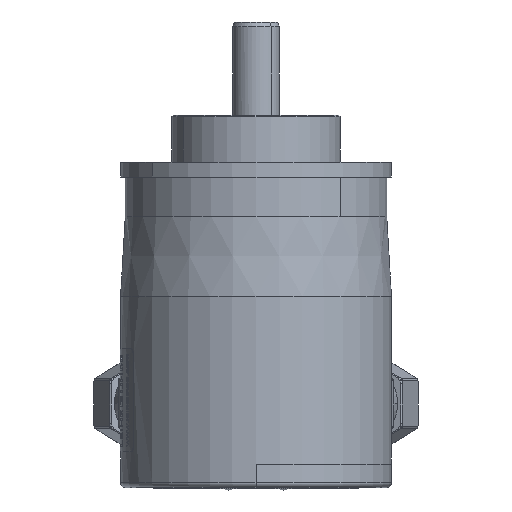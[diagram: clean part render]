
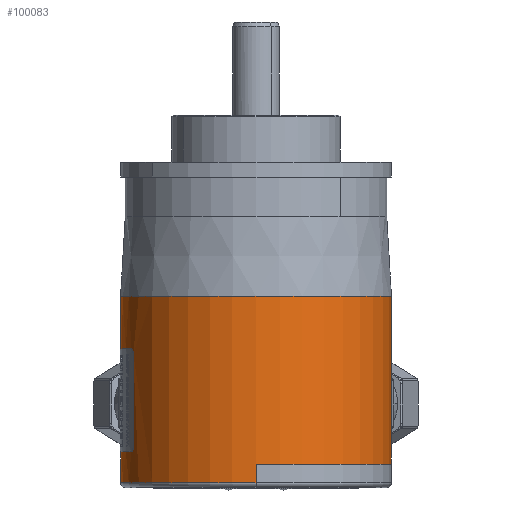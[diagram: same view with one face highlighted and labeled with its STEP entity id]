
A CAD part, front view. The second image highlights one B-rep face of the part: STEP entity #100083.
In plain terms, the highlighted cylindrical face has radius 29 mm (diameter 58 mm), a partial arc.
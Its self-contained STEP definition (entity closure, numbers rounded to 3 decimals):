
#6161=CARTESIAN_POINT('',(0.,0.,-53.2));
#6162=DIRECTION('',(0.,0.,1.));
#6163=DIRECTION('',(0.,1.,0.));
#6164=AXIS2_PLACEMENT_3D('',#6161,#6162,#6163);
#6186=DIRECTION('',(0.,0.,-1.));
#6187=VECTOR('',#6186,2.);
#6188=CARTESIAN_POINT('',(-29.,0.,-47.2));
#6189=LINE('',#6188,#6187);
#6190=CARTESIAN_POINT('',(0.,0.,-49.2));
#6191=DIRECTION('',(0.,0.,-1.));
#6192=DIRECTION('',(-1.,0.,0.));
#6193=AXIS2_PLACEMENT_3D('',#6190,#6191,#6192);
#6195=DIRECTION('',(0.,0.,-1.));
#6196=VECTOR('',#6195,4.);
#6197=CARTESIAN_POINT('',(0.,29.,-49.2));
#6198=LINE('',#6197,#6196);
#6199=CARTESIAN_POINT('',(-26.69,-11.342,-46.5));
#6200=CARTESIAN_POINT('',(-26.66,-11.412,-46.5));
#6201=CARTESIAN_POINT('',(-26.602,-11.548,
-46.483));
#6202=CARTESIAN_POINT('',(-26.516,-11.745,
-46.408));
#6203=CARTESIAN_POINT('',(-26.438,-11.919,
-46.288));
#6204=CARTESIAN_POINT('',(-26.371,-12.064,
-46.128));
#6205=CARTESIAN_POINT('',(-26.321,-12.174,
-45.936));
#6206=CARTESIAN_POINT('',(-26.29,-12.241,
-45.723));
#6207=CARTESIAN_POINT('',(-26.283,-12.256,
-45.576));
#6208=CARTESIAN_POINT('',(-26.283,-12.256,
-45.5));
#6210=DIRECTION('',(0.,0.,-1.));
#6211=VECTOR('',#6210,20.);
#6212=CARTESIAN_POINT('',(-26.283,-12.256,-25.5));
#6213=LINE('',#6212,#6211);
#6214=CARTESIAN_POINT('',(-26.283,-12.256,-25.5));
#6215=CARTESIAN_POINT('',(-26.283,-12.256,
-25.424));
#6216=CARTESIAN_POINT('',(-26.29,-12.241,
-25.277));
#6217=CARTESIAN_POINT('',(-26.321,-12.174,
-25.064));
#6218=CARTESIAN_POINT('',(-26.371,-12.064,
-24.872));
#6219=CARTESIAN_POINT('',(-26.438,-11.919,
-24.712));
#6220=CARTESIAN_POINT('',(-26.516,-11.744,
-24.592));
#6221=CARTESIAN_POINT('',(-26.602,-11.548,
-24.517));
#6222=CARTESIAN_POINT('',(-26.66,-11.412,-24.5));
#6223=CARTESIAN_POINT('',(-26.69,-11.342,-24.5));
#6225=CARTESIAN_POINT('',(0.,0.,-24.5));
#6226=DIRECTION('',(0.,0.,-1.));
#6227=DIRECTION('',(-0.92,-0.391,0.));
#6228=AXIS2_PLACEMENT_3D('',#6225,#6226,#6227);
#6230=CARTESIAN_POINT('',(-28.983,-1.,-24.5));
#6231=CARTESIAN_POINT('',(-28.985,-0.924,-24.5));
#6232=CARTESIAN_POINT('',(-28.99,-0.776,
-24.517));
#6233=CARTESIAN_POINT('',(-28.995,-0.562,
-24.592));
#6234=CARTESIAN_POINT('',(-28.998,-0.371,
-24.712));
#6235=CARTESIAN_POINT('',(-28.999,-0.211,
-24.872));
#6236=CARTESIAN_POINT('',(-29.,-0.091,
-25.064));
#6237=CARTESIAN_POINT('',(-29.,-0.017,
-25.277));
#6238=CARTESIAN_POINT('',(-29.,0.,-25.424));
#6239=CARTESIAN_POINT('',(-29.,0.,-25.5));
#6241=DIRECTION('',(0.,0.,1.));
#6242=VECTOR('',#6241,0.3);
#6243=CARTESIAN_POINT('',(-29.,0.,-25.5));
#6244=LINE('',#6243,#6242);
#6245=DIRECTION('',(0.,0.,-1.));
#6246=VECTOR('',#6245,12.);
#6247=CARTESIAN_POINT('',(29.,0.,-13.2));
#6248=LINE('',#6247,#6246);
#6249=DIRECTION('',(0.,0.,-1.));
#6250=VECTOR('',#6249,22.);
#6251=CARTESIAN_POINT('',(29.,0.,-25.2));
#6252=LINE('',#6251,#6250);
#6253=DIRECTION('',(0.,0.,-1.));
#6254=VECTOR('',#6253,2.);
#6255=CARTESIAN_POINT('',(29.,0.,-47.2));
#6256=LINE('',#6255,#6254);
#6257=CARTESIAN_POINT('',(0.,0.,-49.2));
#6258=DIRECTION('',(0.,0.,-1.));
#6259=DIRECTION('',(1.,0.,0.));
#6260=AXIS2_PLACEMENT_3D('',#6257,#6258,#6259);
#6262=DIRECTION('',(0.,0.,-1.));
#6263=VECTOR('',#6262,4.);
#6264=CARTESIAN_POINT('',(0.,-29.,-49.2));
#6265=LINE('',#6264,#6263);
#6266=DIRECTION('',(0.,0.,1.));
#6267=VECTOR('',#6266,1.7);
#6268=CARTESIAN_POINT('',(-29.,0.,-47.2));
#6269=LINE('',#6268,#6267);
#6270=CARTESIAN_POINT('',(-29.,0.,-45.5));
#6271=CARTESIAN_POINT('',(-29.,0.,-45.576));
#6272=CARTESIAN_POINT('',(-29.,-0.017,
-45.723));
#6273=CARTESIAN_POINT('',(-29.,-0.091,
-45.936));
#6274=CARTESIAN_POINT('',(-28.999,-0.211,
-46.128));
#6275=CARTESIAN_POINT('',(-28.998,-0.371,
-46.288));
#6276=CARTESIAN_POINT('',(-28.995,-0.562,
-46.408));
#6277=CARTESIAN_POINT('',(-28.99,-0.776,
-46.483));
#6278=CARTESIAN_POINT('',(-28.985,-0.924,-46.5));
#6279=CARTESIAN_POINT('',(-28.983,-1.,-46.5));
#6281=CARTESIAN_POINT('',(0.,0.,-46.5));
#6282=DIRECTION('',(0.,0.,-1.));
#6283=DIRECTION('',(-0.92,-0.391,0.));
#6284=AXIS2_PLACEMENT_3D('',#6281,#6282,#6283);
#6311=CARTESIAN_POINT('',(-29.,0.,-47.2));
#19722=DIRECTION('',(0.,0.,-1.));
#19723=VECTOR('',#19722,12.);
#19724=CARTESIAN_POINT('',(-29.,0.,-13.2));
#19725=LINE('',#19724,#19723);
#19758=CARTESIAN_POINT('',(0.,0.,-13.2));
#19759=DIRECTION('',(0.,0.,-1.));
#19760=DIRECTION('',(1.,0.,0.));
#19761=AXIS2_PLACEMENT_3D('',#19758,#19759,#19760);
#76133=CARTESIAN_POINT('',(29.,0.,-13.2));
#76134=CARTESIAN_POINT('',(29.,0.,-25.2));
#76135=VERTEX_POINT('',#76133);
#76136=VERTEX_POINT('',#76134);
#76137=CARTESIAN_POINT('',(-29.,0.,-13.2));
#76138=VERTEX_POINT('',#76137);
#76139=CARTESIAN_POINT('',(-29.,0.,-25.2));
#76140=VERTEX_POINT('',#76139);
#76158=VERTEX_POINT('',#6311);
#76162=CARTESIAN_POINT('',(29.,0.,-47.2));
#76163=VERTEX_POINT('',#76162);
#76467=CARTESIAN_POINT('',(0.,-29.,-53.2));
#76468=CARTESIAN_POINT('',(0.,29.,-53.2));
#76469=VERTEX_POINT('',#76467);
#76470=VERTEX_POINT('',#76468);
#76511=CARTESIAN_POINT('',(29.,0.,-49.2));
#76512=CARTESIAN_POINT('',(0.,-29.,-49.2));
#76513=VERTEX_POINT('',#76511);
#76514=VERTEX_POINT('',#76512);
#76515=CARTESIAN_POINT('',(-29.,0.,-49.2));
#76516=CARTESIAN_POINT('',(0.,29.,-49.2));
#76517=VERTEX_POINT('',#76515);
#76518=VERTEX_POINT('',#76516);
#93058=CARTESIAN_POINT('',(-29.,0.,-25.5));
#93059=CARTESIAN_POINT('',(-29.,0.,-45.5));
#93060=VERTEX_POINT('',#93058);
#93061=VERTEX_POINT('',#93059);
#93066=VERTEX_POINT('',#6199);
#93067=VERTEX_POINT('',#6208);
#93068=CARTESIAN_POINT('',(-28.983,-1.,-46.5));
#93069=VERTEX_POINT('',#93068);
#93070=VERTEX_POINT('',#6230);
#93071=CARTESIAN_POINT('',(-26.69,-11.342,-24.5));
#93072=VERTEX_POINT('',#93071);
#93073=VERTEX_POINT('',#6214);
#100043=CARTESIAN_POINT('',(0.,0.,6.45));
#100044=DIRECTION('',(0.,0.,-1.));
#100045=DIRECTION('',(1.,0.,0.));
#100046=AXIS2_PLACEMENT_3D('',#100043,#100044,#100045);
#100047=CYLINDRICAL_SURFACE('',#100046,29.);
#100049=ORIENTED_EDGE('',*,*,#100048,.T.);
#100051=ORIENTED_EDGE('',*,*,#100050,.F.);
#100053=ORIENTED_EDGE('',*,*,#100052,.T.);
#100055=ORIENTED_EDGE('',*,*,#100054,.T.);
#100057=ORIENTED_EDGE('',*,*,#100056,.T.);
#100059=ORIENTED_EDGE('',*,*,#100058,.T.);
#100061=ORIENTED_EDGE('',*,*,#100060,.F.);
#100063=ORIENTED_EDGE('',*,*,#100062,.F.);
#100065=ORIENTED_EDGE('',*,*,#100064,.T.);
#100067=ORIENTED_EDGE('',*,*,#100066,.T.);
#100068=ORIENTED_EDGE('',*,*,#100027,.T.);
#100069=ORIENTED_EDGE('',*,*,#100025,.T.);
#100070=ORIENTED_EDGE('',*,*,#100038,.T.);
#100071=ORIENTED_EDGE('',*,*,#99999,.F.);
#100072=ORIENTED_EDGE('',*,*,#100035,.F.);
#100073=ORIENTED_EDGE('',*,*,#100033,.F.);
#100074=ORIENTED_EDGE('',*,*,#100031,.F.);
#100076=ORIENTED_EDGE('',*,*,#100075,.T.);
#100078=ORIENTED_EDGE('',*,*,#100077,.T.);
#100080=ORIENTED_EDGE('',*,*,#100079,.F.);
#100081=EDGE_LOOP('',(#100049,#100051,#100053,#100055,#100057,#100059,#100061,
#100063,#100065,#100067,#100068,#100069,#100070,#100071,#100072,#100073,#100074,
#100076,#100078,#100080));
#100082=FACE_OUTER_BOUND('',#100081,.F.);
#6165=CIRCLE('',#6164,29.);
#6194=CIRCLE('',#6193,29.);
#6209=B_SPLINE_CURVE_WITH_KNOTS('',3,(#6199,#6200,#6201,#6202,#6203,#6204,#6205,
#6206,#6207,#6208),.UNSPECIFIED.,.F.,.F.,(4,1,1,1,1,1,1,4),(0.,
0.143,0.286,0.429,0.571,
0.714,0.857,1.),.UNSPECIFIED.);
#6224=B_SPLINE_CURVE_WITH_KNOTS('',3,(#6214,#6215,#6216,#6217,#6218,#6219,#6220,
#6221,#6222,#6223),.UNSPECIFIED.,.F.,.F.,(4,1,1,1,1,1,1,4),(0.,
0.143,0.286,0.429,0.571,
0.714,0.857,1.),.UNSPECIFIED.);
#6229=CIRCLE('',#6228,29.);
#6240=B_SPLINE_CURVE_WITH_KNOTS('',3,(#6230,#6231,#6232,#6233,#6234,#6235,#6236,
#6237,#6238,#6239),.UNSPECIFIED.,.F.,.F.,(4,1,1,1,1,1,1,4),(0.,
0.143,0.286,0.429,0.571,
0.714,0.857,1.),.UNSPECIFIED.);
#6261=CIRCLE('',#6260,29.);
#6280=B_SPLINE_CURVE_WITH_KNOTS('',3,(#6270,#6271,#6272,#6273,#6274,#6275,#6276,
#6277,#6278,#6279),.UNSPECIFIED.,.F.,.F.,(4,1,1,1,1,1,1,4),(0.,
0.143,0.286,0.429,0.571,
0.714,0.857,1.),.UNSPECIFIED.);
#6285=CIRCLE('',#6284,29.);
#19762=CIRCLE('',#19761,29.);
#99999=EDGE_CURVE('',#76470,#76469,#6165,.T.);
#100025=EDGE_CURVE('',#76513,#76514,#6261,.T.);
#100027=EDGE_CURVE('',#76163,#76513,#6256,.T.);
#100031=EDGE_CURVE('',#76158,#76517,#6189,.T.);
#100033=EDGE_CURVE('',#76517,#76518,#6194,.T.);
#100035=EDGE_CURVE('',#76518,#76470,#6198,.T.);
#100038=EDGE_CURVE('',#76514,#76469,#6265,.T.);
#100048=EDGE_CURVE('',#93066,#93067,#6209,.T.);
#100050=EDGE_CURVE('',#93073,#93067,#6213,.T.);
#100052=EDGE_CURVE('',#93073,#93072,#6224,.T.);
#100054=EDGE_CURVE('',#93072,#93070,#6229,.T.);
#100056=EDGE_CURVE('',#93070,#93060,#6240,.T.);
#100058=EDGE_CURVE('',#93060,#76140,#6244,.T.);
#100060=EDGE_CURVE('',#76138,#76140,#19725,.T.);
#100062=EDGE_CURVE('',#76135,#76138,#19762,.T.);
#100064=EDGE_CURVE('',#76135,#76136,#6248,.T.);
#100066=EDGE_CURVE('',#76136,#76163,#6252,.T.);
#100075=EDGE_CURVE('',#76158,#93061,#6269,.T.);
#100077=EDGE_CURVE('',#93061,#93069,#6280,.T.);
#100079=EDGE_CURVE('',#93066,#93069,#6285,.T.);
#100083=ADVANCED_FACE('',(#100082),#100047,.T.);
